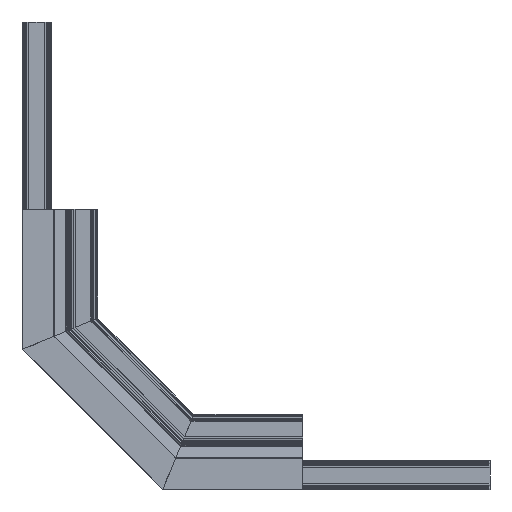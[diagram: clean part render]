
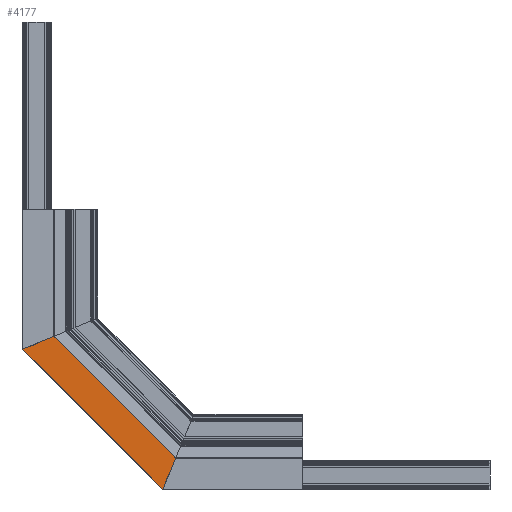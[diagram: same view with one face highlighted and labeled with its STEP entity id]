
A CAD part, left-side view. The second image highlights one B-rep face of the part: STEP entity #4177.
In plain terms, the highlighted face is planar.
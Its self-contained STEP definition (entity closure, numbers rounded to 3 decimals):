
#178 = DIRECTION ( 'NONE',  ( 0., -0.383, -0.924 ) ) ;
#221 = CARTESIAN_POINT ( 'NONE',  ( 2., 500., 14.5 ) ) ;
#360 = AXIS2_PLACEMENT_3D ( 'NONE', #11717, #2559, #19212 ) ;
#379 = DIRECTION ( 'NONE',  ( 0., -1., 0. ) ) ;
#856 = ORIENTED_EDGE ( 'NONE', *, *, #9456, .F. ) ;
#1227 = ORIENTED_EDGE ( 'NONE', *, *, #18133, .F. ) ;
#2143 = LINE ( 'NONE', #6451, #11695 ) ;
#2559 = DIRECTION ( 'NONE',  ( -1., 0., 0. ) ) ;
#3336 = CARTESIAN_POINT ( 'NONE',  ( 2., 144.348, 14.5 ) ) ;
#4177 = ADVANCED_FACE ( 'NONE', ( #15894 ), #11621, .F. ) ;
#6182 = DIRECTION ( 'NONE',  ( 0., -1., 0. ) ) ;
#6451 = CARTESIAN_POINT ( 'NONE',  ( 2., 143.934, 15.5 ) ) ;
#6794 = EDGE_CURVE ( 'NONE', #11320, #11858, #10571, .T. ) ;
#6882 = ORIENTED_EDGE ( 'NONE', *, *, #6794, .T. ) ;
#6885 = VERTEX_POINT ( 'NONE', #12801 ) ;
#9278 = CARTESIAN_POINT ( 'NONE',  ( 2., 500., -18.68 ) ) ;
#9353 = VECTOR ( 'NONE', #178, 1000. ) ;
#9456 = EDGE_CURVE ( 'NONE', #6885, #11858, #2143, .T. ) ;
#10339 = CARTESIAN_POINT ( 'NONE',  ( 2., 322.515, -65.5 ) ) ;
#10571 = LINE ( 'NONE', #221, #18743 ) ;
#11320 = VERTEX_POINT ( 'NONE', #18473 ) ;
#11621 = PLANE ( 'NONE',  #360 ) ;
#11695 = VECTOR ( 'NONE', #15301, 1000. ) ;
#11717 = CARTESIAN_POINT ( 'NONE',  ( 2., 500., 14.5 ) ) ;
#11807 = EDGE_LOOP ( 'NONE', ( #6882, #856, #1227, #15572 ) ) ;
#11858 = VERTEX_POINT ( 'NONE', #3336 ) ;
#12801 = CARTESIAN_POINT ( 'NONE',  ( 2., 158.091, -18.68 ) ) ;
#13749 = LINE ( 'NONE', #9278, #14131 ) ;
#14131 = VECTOR ( 'NONE', #379, 1000. ) ;
#14566 = EDGE_CURVE ( 'NONE', #11320, #15188, #17741, .T. ) ;
#15188 = VERTEX_POINT ( 'NONE', #15715 ) ;
#15301 = DIRECTION ( 'NONE',  ( 0., -0.383, 0.924 ) ) ;
#15572 = ORIENTED_EDGE ( 'NONE', *, *, #14566, .F. ) ;
#15715 = CARTESIAN_POINT ( 'NONE',  ( 2., 341.909, -18.68 ) ) ;
#15894 = FACE_OUTER_BOUND ( 'NONE', #11807, .T. ) ;
#17741 = LINE ( 'NONE', #10339, #9353 ) ;
#18133 = EDGE_CURVE ( 'NONE', #15188, #6885, #13749, .T. ) ;
#18473 = CARTESIAN_POINT ( 'NONE',  ( 2., 355.652, 14.5 ) ) ;
#18743 = VECTOR ( 'NONE', #6182, 1000. ) ;
#19212 = DIRECTION ( 'NONE',  ( 0., 0., 1. ) ) ;
